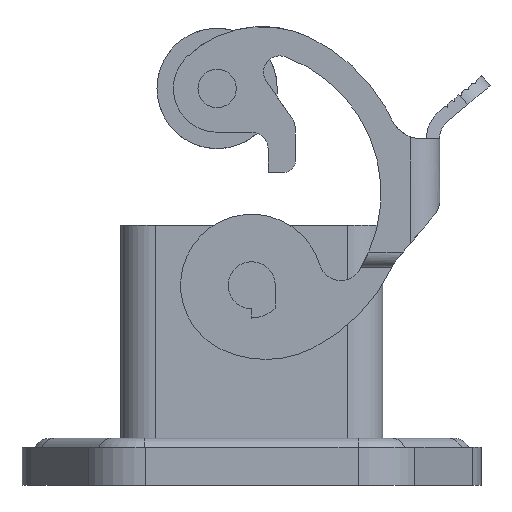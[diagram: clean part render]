
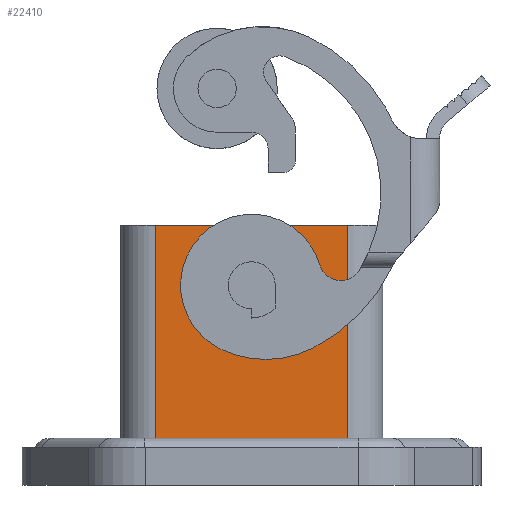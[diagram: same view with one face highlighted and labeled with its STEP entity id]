
A CAD part, left-side view. The second image highlights one B-rep face of the part: STEP entity #22410.
In plain terms, the highlighted face is planar.
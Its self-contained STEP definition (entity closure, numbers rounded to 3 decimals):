
#750=CARTESIAN_POINT('',(62.723,50.455,2.5));
#760=VERTEX_POINT('',#750);
#1260=CARTESIAN_POINT('',(62.723,32.855,2.5));
#1270=VERTEX_POINT('',#1260);
#1300=CARTESIAN_POINT('',(62.723,0.,2.5));
#1310=DIRECTION('',(0.,1.,0.));
#1320=VECTOR('',#1310,1.);
#1330=LINE('',#1300,#1320);
#1340=EDGE_CURVE('',#1270,#760,#1330,.T.);
#21960=CARTESIAN_POINT('',(62.723,50.355,2.5));
#21970=DIRECTION('',(1.,0.,0.));
#21980=DIRECTION('',(0.,-1.,0.));
#21990=AXIS2_PLACEMENT_3D('',#21960,#21970,#21980);
#22000=PLANE('',#21990);
#22010=CARTESIAN_POINT('',(62.723,41.655,16.5));
#22020=DIRECTION('',(-1.,0.,0.));
#22030=DIRECTION('',(0.,1.,0.));
#22040=AXIS2_PLACEMENT_3D('',#22010,#22020,#22030);
#22050=CIRCLE('',#22040,3.25);
#22060=CARTESIAN_POINT('',(62.723,44.905,16.5));
#22070=VERTEX_POINT('',#22060);
#22080=CARTESIAN_POINT('',(62.723,38.405,16.5));
#22090=VERTEX_POINT('',#22080);
#22100=EDGE_CURVE('',#22070,#22090,#22050,.T.);
#22110=ORIENTED_EDGE('',*,*,#22100,.T.);
#22120=EDGE_CURVE('',#22090,#22070,#22050,.T.);
#22130=ORIENTED_EDGE('',*,*,#22120,.T.);
#22140=EDGE_LOOP('',(#22130,#22110));
#22150=FACE_BOUND('',#22140,.T.);
#22160=CARTESIAN_POINT('',(62.723,0.,22.));
#22170=DIRECTION('',(0.,1.,0.));
#22180=VECTOR('',#22170,1.);
#22190=LINE('',#22160,#22180);
#22200=CARTESIAN_POINT('',(62.723,32.855,22.));
#22210=VERTEX_POINT('',#22200);
#22220=CARTESIAN_POINT('',(62.723,50.455,22.));
#22230=VERTEX_POINT('',#22220);
#22240=EDGE_CURVE('',#22210,#22230,#22190,.T.);
#22250=ORIENTED_EDGE('',*,*,#22240,.F.);
#22260=CARTESIAN_POINT('',(62.723,50.455,0.));
#22270=DIRECTION('',(0.,0.,-1.));
#22280=VECTOR('',#22270,1.);
#22290=LINE('',#22260,#22280);
#22300=EDGE_CURVE('',#22230,#760,#22290,.T.);
#22310=ORIENTED_EDGE('',*,*,#22300,.F.);
#22320=ORIENTED_EDGE('',*,*,#1340,.T.);
#22330=CARTESIAN_POINT('',(62.723,32.855,0.));
#22340=DIRECTION('',(0.,0.,-1.));
#22350=VECTOR('',#22340,1.);
#22360=LINE('',#22330,#22350);
#22370=EDGE_CURVE('',#22210,#1270,#22360,.T.);
#22380=ORIENTED_EDGE('',*,*,#22370,.T.);
#22390=EDGE_LOOP('',(#22380,#22320,#22310,#22250));
#22400=FACE_OUTER_BOUND('',#22390,.T.);
#22410=ADVANCED_FACE('',(#22150,#22400),#22000,.T.);
